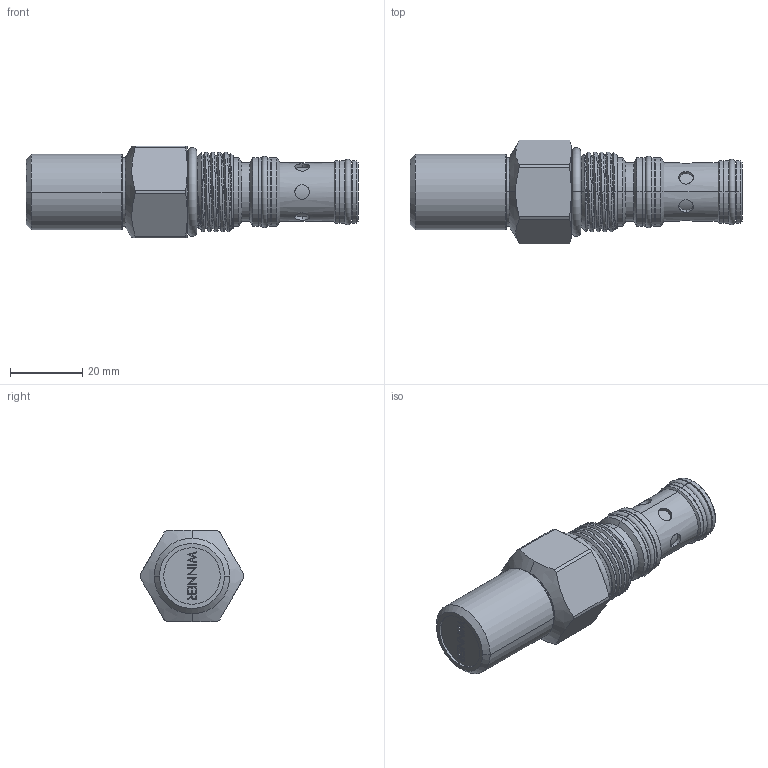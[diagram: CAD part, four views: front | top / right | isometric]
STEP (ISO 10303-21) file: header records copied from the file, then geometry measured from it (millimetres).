
FILE_DESCRIPTION (( 'STEP AP203' ), '1' );
FILE_NAME ('CB10WC3C-CA.STEP', '2023-03-10T06:14:54', ( '' ), ( '' ), 'SwSTEP 2.0', 'SolidWorks 2018', '' );
FILE_SCHEMA (( 'CONFIG_CONTROL_DESIGN' ));
Length unit declared in the file: millimetre
Products named in the file (1): CB10WC3C-CA
Bounding box: 92.1 x 28.8 x 25.4 mm (x, y, z)
Volume: 31214.5 mm3; surface area: 9151 mm2
Topology: 1 solids, 1 shells, 254 faces, 616 edges, 399 vertices
Faces by surface type: cylinder 104, plane 96, cone 38, torus 8, bspline 8
Entity records: 13452 total; most frequent: CARTESIAN_POINT 7471, ORIENTED_EDGE 1232, DIRECTION 1197, EDGE_CURVE 616, AXIS2_PLACEMENT_3D 442, VERTEX_POINT 399, VECTOR 313, LINE 313
